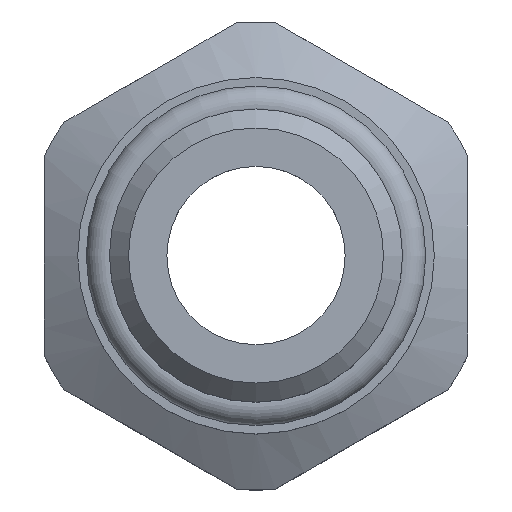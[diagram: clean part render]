
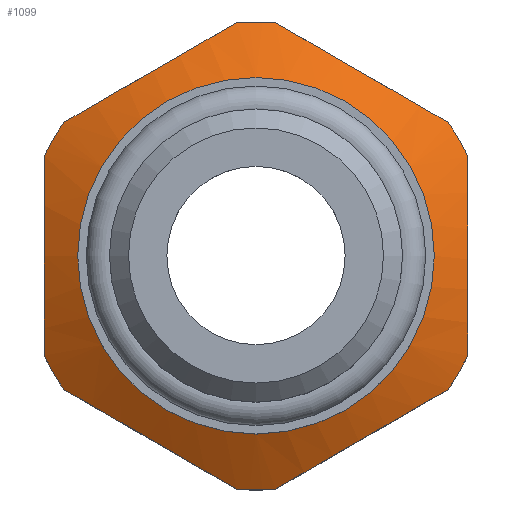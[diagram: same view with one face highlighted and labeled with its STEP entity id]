
A CAD part, top view. The second image highlights one B-rep face of the part: STEP entity #1099.
In plain terms, the highlighted conical face has half-angle 60 degrees and reference radius 11.4 mm.
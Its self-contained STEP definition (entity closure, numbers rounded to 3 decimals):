
#131=CIRCLE('',#1170,8.);
#132=CIRCLE('',#1171,10.5);
#133=CIRCLE('',#1172,10.5);
#134=CIRCLE('',#1173,10.5);
#135=CIRCLE('',#1174,10.5);
#136=CIRCLE('',#1175,10.5);
#137=CIRCLE('',#1176,10.5);
#188=ORIENTED_EDGE('',*,*,#386,.T.);
#189=ORIENTED_EDGE('',*,*,#387,.T.);
#190=ORIENTED_EDGE('',*,*,#388,.T.);
#191=ORIENTED_EDGE('',*,*,#389,.T.);
#192=ORIENTED_EDGE('',*,*,#390,.T.);
#193=ORIENTED_EDGE('',*,*,#391,.T.);
#194=ORIENTED_EDGE('',*,*,#392,.T.);
#195=ORIENTED_EDGE('',*,*,#393,.T.);
#196=ORIENTED_EDGE('',*,*,#394,.T.);
#197=ORIENTED_EDGE('',*,*,#395,.T.);
#198=ORIENTED_EDGE('',*,*,#396,.T.);
#199=ORIENTED_EDGE('',*,*,#397,.T.);
#200=ORIENTED_EDGE('',*,*,#398,.T.);
#386=EDGE_CURVE('',#479,#479,#131,.T.);
#387=EDGE_CURVE('',#480,#481,#542,.T.);
#388=EDGE_CURVE('',#481,#482,#132,.F.);
#389=EDGE_CURVE('',#482,#483,#543,.T.);
#390=EDGE_CURVE('',#483,#484,#133,.F.);
#391=EDGE_CURVE('',#484,#485,#544,.T.);
#392=EDGE_CURVE('',#485,#486,#134,.F.);
#393=EDGE_CURVE('',#486,#487,#545,.T.);
#394=EDGE_CURVE('',#487,#488,#135,.F.);
#395=EDGE_CURVE('',#488,#489,#546,.T.);
#396=EDGE_CURVE('',#489,#490,#136,.F.);
#397=EDGE_CURVE('',#490,#491,#547,.T.);
#398=EDGE_CURVE('',#491,#480,#137,.F.);
#479=VERTEX_POINT('',#1564);
#480=VERTEX_POINT('',#1570);
#481=VERTEX_POINT('',#1571);
#482=VERTEX_POINT('',#1573);
#483=VERTEX_POINT('',#1579);
#484=VERTEX_POINT('',#1581);
#485=VERTEX_POINT('',#1587);
#486=VERTEX_POINT('',#1589);
#487=VERTEX_POINT('',#1595);
#488=VERTEX_POINT('',#1597);
#489=VERTEX_POINT('',#1603);
#490=VERTEX_POINT('',#1605);
#491=VERTEX_POINT('',#1611);
#542=B_SPLINE_CURVE_WITH_KNOTS('',3,(#1565,#1566,#1567,#1568,#1569),
 .UNSPECIFIED.,.F.,.F.,(4,1,4),(0.013,0.018,0.022),
 .UNSPECIFIED.);
#543=B_SPLINE_CURVE_WITH_KNOTS('',3,(#1574,#1575,#1576,#1577,#1578),
 .UNSPECIFIED.,.F.,.F.,(4,1,4),(0.001,0.006,
0.01),.UNSPECIFIED.);
#544=B_SPLINE_CURVE_WITH_KNOTS('',3,(#1582,#1583,#1584,#1585,#1586),
 .UNSPECIFIED.,.F.,.F.,(4,1,4),(0.001,0.006,
0.01),.UNSPECIFIED.);
#545=B_SPLINE_CURVE_WITH_KNOTS('',3,(#1590,#1591,#1592,#1593,#1594),
 .UNSPECIFIED.,.F.,.F.,(4,1,4),(0.013,0.018,0.022),
 .UNSPECIFIED.);
#546=B_SPLINE_CURVE_WITH_KNOTS('',3,(#1598,#1599,#1600,#1601,#1602),
 .UNSPECIFIED.,.F.,.F.,(4,1,4),(0.001,0.006,
0.01),.UNSPECIFIED.);
#547=B_SPLINE_CURVE_WITH_KNOTS('',3,(#1606,#1607,#1608,#1609,#1610),
 .UNSPECIFIED.,.F.,.F.,(4,1,4),(0.001,0.006,
0.01),.UNSPECIFIED.);
#560=EDGE_LOOP('',(#188));
#561=EDGE_LOOP('',(#189,#190,#191,#192,#193,#194,#195,#196,#197,#198,#199,
#200));
#636=FACE_BOUND('',#560,.T.);
#637=FACE_BOUND('',#561,.T.);
#712=CONICAL_SURFACE('',#1169,11.4,1.047);
#1099=ADVANCED_FACE('',(#636,#637),#712,.T.);
#1169=AXIS2_PLACEMENT_3D('',#1562,#1287,#1288);
#1170=AXIS2_PLACEMENT_3D('',#1563,#1289,#1290);
#1171=AXIS2_PLACEMENT_3D('',#1572,#1291,#1292);
#1172=AXIS2_PLACEMENT_3D('',#1580,#1293,#1294);
#1173=AXIS2_PLACEMENT_3D('',#1588,#1295,#1296);
#1174=AXIS2_PLACEMENT_3D('',#1596,#1297,#1298);
#1175=AXIS2_PLACEMENT_3D('',#1604,#1299,#1300);
#1176=AXIS2_PLACEMENT_3D('',#1612,#1301,#1302);
#1287=DIRECTION('',(0.,0.,-1.));
#1288=DIRECTION('',(-1.,0.,0.));
#1289=DIRECTION('',(0.,0.,-1.));
#1290=DIRECTION('',(-1.,0.,0.));
#1291=DIRECTION('',(0.,0.,-1.));
#1292=DIRECTION('',(-1.,0.,0.));
#1293=DIRECTION('',(0.,0.,-1.));
#1294=DIRECTION('',(-1.,0.,0.));
#1295=DIRECTION('',(0.,0.,-1.));
#1296=DIRECTION('',(-1.,0.,0.));
#1297=DIRECTION('',(0.,0.,-1.));
#1298=DIRECTION('',(-1.,0.,0.));
#1299=DIRECTION('',(0.,0.,-1.));
#1300=DIRECTION('',(-1.,0.,0.));
#1301=DIRECTION('',(0.,0.,-1.));
#1302=DIRECTION('',(-1.,0.,0.));
#1562=CARTESIAN_POINT('',(0.,0.,18.537));
#1563=CARTESIAN_POINT('',(0.,0.,20.5));
#1564=CARTESIAN_POINT('',(-8.,0.,20.5));
#1565=CARTESIAN_POINT('',(-9.5,4.472,19.057));
#1566=CARTESIAN_POINT('',(-9.5,3.012,19.416));
#1567=CARTESIAN_POINT('',(-9.5,0.001,19.852));
#1568=CARTESIAN_POINT('',(-9.5,-3.012,19.416));
#1569=CARTESIAN_POINT('',(-9.5,-4.472,19.057));
#1570=CARTESIAN_POINT('',(-9.5,4.472,19.057));
#1571=CARTESIAN_POINT('',(-9.5,-4.472,19.057));
#1572=CARTESIAN_POINT('',(0.,0.,19.057));
#1573=CARTESIAN_POINT('',(-8.623,-5.991,19.057));
#1574=CARTESIAN_POINT('',(-8.623,-5.991,19.057));
#1575=CARTESIAN_POINT('',(-7.356,-6.723,19.416));
#1576=CARTESIAN_POINT('',(-4.765,-8.218,19.851));
#1577=CARTESIAN_POINT('',(-2.147,-9.73,19.417));
#1578=CARTESIAN_POINT('',(-0.877,-10.463,19.057));
#1579=CARTESIAN_POINT('',(-0.877,-10.463,19.057));
#1580=CARTESIAN_POINT('',(0.,0.,19.057));
#1581=CARTESIAN_POINT('',(0.877,-10.463,19.057));
#1582=CARTESIAN_POINT('',(0.877,-10.463,19.057));
#1583=CARTESIAN_POINT('',(2.144,-9.732,19.416));
#1584=CARTESIAN_POINT('',(4.735,-8.236,19.851));
#1585=CARTESIAN_POINT('',(7.353,-6.724,19.417));
#1586=CARTESIAN_POINT('',(8.623,-5.991,19.057));
#1587=CARTESIAN_POINT('',(8.623,-5.991,19.057));
#1588=CARTESIAN_POINT('',(0.,0.,19.057));
#1589=CARTESIAN_POINT('',(9.5,-4.472,19.057));
#1590=CARTESIAN_POINT('',(9.5,-4.472,19.057));
#1591=CARTESIAN_POINT('',(9.5,-3.012,19.416));
#1592=CARTESIAN_POINT('',(9.5,-0.001,19.852));
#1593=CARTESIAN_POINT('',(9.5,3.012,19.416));
#1594=CARTESIAN_POINT('',(9.5,4.472,19.057));
#1595=CARTESIAN_POINT('',(9.5,4.472,19.057));
#1596=CARTESIAN_POINT('',(0.,0.,19.057));
#1597=CARTESIAN_POINT('',(8.623,5.991,19.057));
#1598=CARTESIAN_POINT('',(8.623,5.991,19.057));
#1599=CARTESIAN_POINT('',(7.356,6.723,19.416));
#1600=CARTESIAN_POINT('',(4.765,8.218,19.851));
#1601=CARTESIAN_POINT('',(2.147,9.73,19.417));
#1602=CARTESIAN_POINT('',(0.877,10.463,19.057));
#1603=CARTESIAN_POINT('',(0.877,10.463,19.057));
#1604=CARTESIAN_POINT('',(0.,0.,19.057));
#1605=CARTESIAN_POINT('',(-0.877,10.463,19.057));
#1606=CARTESIAN_POINT('',(-0.877,10.463,19.057));
#1607=CARTESIAN_POINT('',(-2.144,9.732,19.416));
#1608=CARTESIAN_POINT('',(-4.735,8.236,19.851));
#1609=CARTESIAN_POINT('',(-7.353,6.724,19.417));
#1610=CARTESIAN_POINT('',(-8.623,5.991,19.057));
#1611=CARTESIAN_POINT('',(-8.623,5.991,19.057));
#1612=CARTESIAN_POINT('',(0.,0.,19.057));
